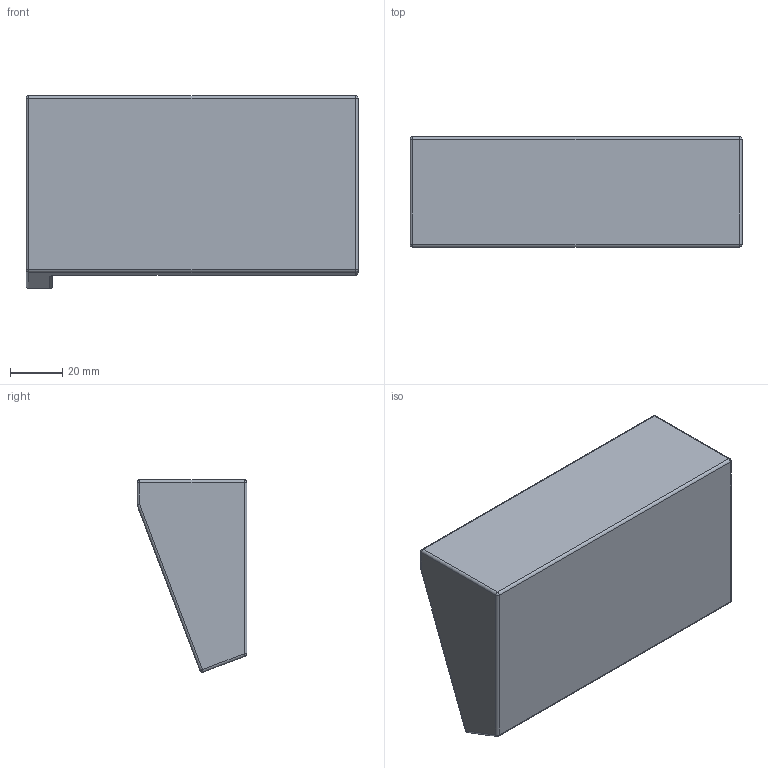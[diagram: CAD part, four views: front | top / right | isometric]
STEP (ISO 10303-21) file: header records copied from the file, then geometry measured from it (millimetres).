
FILE_DESCRIPTION(/* description */ ('STEP AP242','CAx-IF Rec.Pracs.---Representation and Presentation of Product Manufacturing Information (PMI)---4.0---2014-10-13','CAx-IF Rec.Pracs.---3D Tessellated Geometry---0.4---2014-09-14','2;1'),/* implementation_level */ '2;1');
FILE_NAME(/* name */ '687163978a143a5e0a53dd14',/* time_stamp */ '2025-07-11T19:18:47Z',/* author */ (''),/* organization */ (''),/* preprocessor_version */ 'ST-DEVELOPER v20',/* originating_system */ 'ONSHAPE BY PTC INC, 1.200',/* authorisation */ ' ');
FILE_SCHEMA (('AP242_MANAGED_MODEL_BASED_3D_ENGINEERING_MIM_LF { 1 0 10303 442 1 1 4 }'));
Length unit declared in the file: metre
Products named in the file (1): ScreenMount
Bounding box: 126.8 x 42 x 73.47 mm (x, y, z)
Volume: 176737.1 mm3; surface area: 30942.6 mm2
Topology: 1 solids, 1 shells, 56 faces, 122 edges, 62 vertices
Faces by surface type: cylinder 27, plane 17, sphere 9, torus 2, bspline 1
Full cylindrical faces by diameter (mm): 6 x3
Entity records: 1446 total; most frequent: DIRECTION 274, CARTESIAN_POINT 243, ORIENTED_EDGE 220, EDGE_CURVE 110, AXIS2_PLACEMENT_3D 108, VERTEX_POINT 62, EDGE_LOOP 62, FACE_BOUND 62
